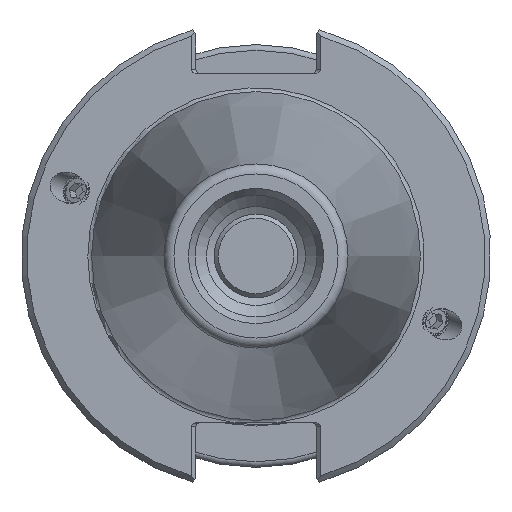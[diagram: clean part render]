
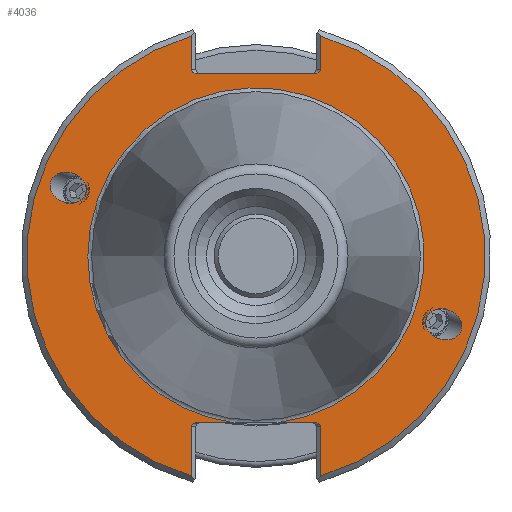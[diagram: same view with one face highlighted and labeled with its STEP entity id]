
A CAD part, left-side view. The second image highlights one B-rep face of the part: STEP entity #4036.
In plain terms, the highlighted planar face has unit normal (-1, 0, 0).
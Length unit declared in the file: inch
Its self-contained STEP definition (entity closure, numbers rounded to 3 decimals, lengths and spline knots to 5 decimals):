
#124=CARTESIAN_POINT('',(0.125,-0.90631,-0.32987));
#125=VERTEX_POINT('',#124);
#126=CARTESIAN_POINT('',(0.125,-0.99889,-0.36357));
#127=DIRECTION('',(1.0,0.,0.));
#128=DIRECTION('',(0.,-0.94,-0.342));
#129=AXIS2_PLACEMENT_3D('',#126,#127,#128);
#130=ELLIPSE('',#129,0.09853,0.08071);
#131=EDGE_CURVE('',#125,#125,#130,.T.);
#302=CARTESIAN_POINT('',(0.125,0.90631,0.32987));
#303=VERTEX_POINT('',#302);
#304=CARTESIAN_POINT('',(0.125,0.99889,0.36357));
#305=DIRECTION('',(1.0,0.,0.));
#306=DIRECTION('',(0.,0.94,0.342));
#307=AXIS2_PLACEMENT_3D('',#304,#305,#306);
#308=ELLIPSE('',#307,0.09853,0.08071);
#309=EDGE_CURVE('',#303,#303,#308,.T.);
#3088=CARTESIAN_POINT('',(0.125,0.345,0.992));
#3089=VERTEX_POINT('',#3088);
#3096=CARTESIAN_POINT('',(0.125,0.31672,0.972));
#3097=VERTEX_POINT('',#3096);
#3098=CARTESIAN_POINT('',(0.125,0.31672,0.992));
#3099=DIRECTION('',(-1.0,0.0,0.0));
#3100=DIRECTION('',(0.0,1.0,0.0));
#3101=AXIS2_PLACEMENT_3D('',#3098,#3099,#3100);
#3102=ELLIPSE('',#3101,0.02828,0.02);
#3103=EDGE_CURVE('',#3089,#3097,#3102,.T.);
#3188=CARTESIAN_POINT('',(0.125,0.345,1.1702));
#3189=VERTEX_POINT('',#3188);
#3196=CARTESIAN_POINT('',(0.125,0.345,1.1702));
#3197=DIRECTION('',(0.0,0.0,-1.0));
#3198=VECTOR('',#3197,0.1782);
#3199=LINE('',#3196,#3198);
#3200=EDGE_CURVE('',#3189,#3089,#3199,.T.);
#3300=CARTESIAN_POINT('',(0.125,-0.31672,0.972));
#3301=VERTEX_POINT('',#3300);
#3308=CARTESIAN_POINT('',(0.125,-0.345,0.992));
#3309=VERTEX_POINT('',#3308);
#3310=CARTESIAN_POINT('',(0.125,-0.31672,0.992));
#3311=DIRECTION('',(-1.0,0.0,0.0));
#3312=DIRECTION('',(0.0,-1.0,0.0));
#3313=AXIS2_PLACEMENT_3D('',#3310,#3311,#3312);
#3314=ELLIPSE('',#3313,0.02828,0.02);
#3315=EDGE_CURVE('',#3301,#3309,#3314,.T.);
#3365=CARTESIAN_POINT('',(0.125,-0.345,1.1702));
#3366=VERTEX_POINT('',#3365);
#3367=CARTESIAN_POINT('',(0.125,-0.345,0.992));
#3368=DIRECTION('',(0.0,0.0,1.0));
#3369=VECTOR('',#3368,0.1782);
#3370=LINE('',#3367,#3369);
#3371=EDGE_CURVE('',#3309,#3366,#3370,.T.);
#3389=CARTESIAN_POINT('',(0.125,-0.345,-0.908));
#3390=VERTEX_POINT('',#3389);
#3391=CARTESIAN_POINT('',(0.125,-0.31672,-0.888));
#3392=VERTEX_POINT('',#3391);
#3393=CARTESIAN_POINT('',(0.125,-0.31672,-0.908));
#3394=DIRECTION('',(-1.0,0.0,0.0));
#3395=DIRECTION('',(0.0,-1.0,0.0));
#3396=AXIS2_PLACEMENT_3D('',#3393,#3394,#3395);
#3397=ELLIPSE('',#3396,0.02828,0.02);
#3398=EDGE_CURVE('',#3390,#3392,#3397,.T.);
#3496=CARTESIAN_POINT('',(0.125,-0.345,-1.1702));
#3497=VERTEX_POINT('',#3496);
#3504=CARTESIAN_POINT('',(0.125,-0.345,-1.1702));
#3505=DIRECTION('',(0.0,0.0,1.0));
#3506=VECTOR('',#3505,0.2622);
#3507=LINE('',#3504,#3506);
#3508=EDGE_CURVE('',#3497,#3390,#3507,.T.);
#3608=CARTESIAN_POINT('',(0.125,0.31672,-0.888));
#3609=VERTEX_POINT('',#3608);
#3616=CARTESIAN_POINT('',(0.125,0.345,-0.908));
#3617=VERTEX_POINT('',#3616);
#3618=CARTESIAN_POINT('',(0.125,0.31672,-0.908));
#3619=DIRECTION('',(-1.0,0.0,0.0));
#3620=DIRECTION('',(0.0,1.0,0.0));
#3621=AXIS2_PLACEMENT_3D('',#3618,#3619,#3620);
#3622=ELLIPSE('',#3621,0.02828,0.02);
#3623=EDGE_CURVE('',#3609,#3617,#3622,.T.);
#3673=CARTESIAN_POINT('',(0.125,0.345,-1.1702));
#3674=VERTEX_POINT('',#3673);
#3675=CARTESIAN_POINT('',(0.125,0.345,-0.908));
#3676=DIRECTION('',(0.0,0.0,-1.0));
#3677=VECTOR('',#3676,0.2622);
#3678=LINE('',#3675,#3677);
#3679=EDGE_CURVE('',#3617,#3674,#3678,.T.);
#3746=CARTESIAN_POINT('',(0.125,0.31672,0.972));
#3747=DIRECTION('',(0.0,-1.0,0.0));
#3748=VECTOR('',#3747,0.63343);
#3749=LINE('',#3746,#3748);
#3750=EDGE_CURVE('',#3097,#3301,#3749,.T.);
#3948=CARTESIAN_POINT('',(0.125,-0.11172,-0.888));
#3949=VERTEX_POINT('',#3948);
#3950=CARTESIAN_POINT('',(0.125,0.11172,-0.888));
#3951=VERTEX_POINT('',#3950);
#3966=CARTESIAN_POINT('',(0.125,0.,0.0));
#3967=DIRECTION('',(-1.0,0.0,0.0));
#3968=DIRECTION('',(0.0,-1.0,0.0));
#3969=AXIS2_PLACEMENT_3D('',#3966,#3967,#3968);
#3970=CIRCLE('',#3969,0.895);
#3971=EDGE_CURVE('',#3949,#3951,#3970,.T.);
#3987=CARTESIAN_POINT('',(0.125,1.0625,0.0));
#3988=DIRECTION('',(-1.0,0.0,0.0));
#3989=DIRECTION('',(0.0,0.0,1.0));
#3990=AXIS2_PLACEMENT_3D('',#3987,#3988,#3989);
#3991=PLANE('',#3990);
#3992=ORIENTED_EDGE('',*,*,#3971,.F.);
#3993=CARTESIAN_POINT('',(0.125,-0.31672,-0.888));
#3994=DIRECTION('',(0.0,1.0,0.0));
#3995=VECTOR('',#3994,0.205);
#3996=LINE('',#3993,#3995);
#3997=EDGE_CURVE('',#3392,#3949,#3996,.T.);
#3998=ORIENTED_EDGE('',*,*,#3997,.F.);
#3999=ORIENTED_EDGE('',*,*,#3398,.F.);
#4000=ORIENTED_EDGE('',*,*,#3508,.F.);
#4001=CARTESIAN_POINT('',(0.125,0.,0.0));
#4002=DIRECTION('',(1.0,0.0,0.0));
#4003=DIRECTION('',(0.0,-1.0,0.0));
#4004=AXIS2_PLACEMENT_3D('',#4001,#4002,#4003);
#4005=CIRCLE('',#4004,1.22);
#4006=EDGE_CURVE('',#3366,#3497,#4005,.T.);
#4007=ORIENTED_EDGE('',*,*,#4006,.F.);
#4008=ORIENTED_EDGE('',*,*,#3371,.F.);
#4009=ORIENTED_EDGE('',*,*,#3315,.F.);
#4010=ORIENTED_EDGE('',*,*,#3750,.F.);
#4011=ORIENTED_EDGE('',*,*,#3103,.F.);
#4012=ORIENTED_EDGE('',*,*,#3200,.F.);
#4013=CARTESIAN_POINT('',(0.125,0.,0.0));
#4014=DIRECTION('',(1.0,0.0,0.0));
#4015=DIRECTION('',(0.0,1.0,0.0));
#4016=AXIS2_PLACEMENT_3D('',#4013,#4014,#4015);
#4017=CIRCLE('',#4016,1.22);
#4018=EDGE_CURVE('',#3674,#3189,#4017,.T.);
#4019=ORIENTED_EDGE('',*,*,#4018,.F.);
#4020=ORIENTED_EDGE('',*,*,#3679,.F.);
#4021=ORIENTED_EDGE('',*,*,#3623,.F.);
#4022=CARTESIAN_POINT('',(0.125,0.11172,-0.888));
#4023=DIRECTION('',(0.0,1.0,0.0));
#4024=VECTOR('',#4023,0.205);
#4025=LINE('',#4022,#4024);
#4026=EDGE_CURVE('',#3951,#3609,#4025,.T.);
#4027=ORIENTED_EDGE('',*,*,#4026,.F.);
#4028=EDGE_LOOP('',(#3992,#3998,#3999,#4000,#4007,#4008,#4009,#4010,#4011,#4012,#4019,#4020,#4021,#4027));
#4029=FACE_OUTER_BOUND('',#4028,.T.);
#4030=ORIENTED_EDGE('',*,*,#131,.T.);
#4031=EDGE_LOOP('',(#4030));
#4032=FACE_BOUND('',#4031,.T.);
#4033=ORIENTED_EDGE('',*,*,#309,.T.);
#4034=EDGE_LOOP('',(#4033));
#4035=FACE_BOUND('',#4034,.T.);
#4036=ADVANCED_FACE('',(#4029,#4032,#4035),#3991,.T.);
